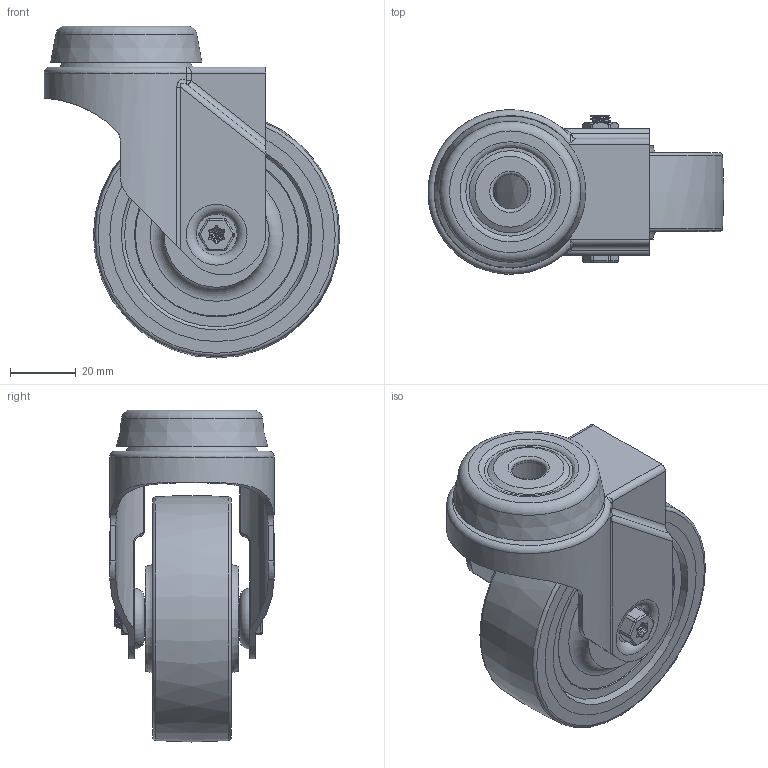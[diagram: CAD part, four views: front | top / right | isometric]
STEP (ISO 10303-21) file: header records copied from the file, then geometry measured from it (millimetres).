
FILE_DESCRIPTION(/* description */ ('','CAx-IF Rec.Pracs.---Representation and Presentation of Product Manufacturing Information (PMI)---4.0---2014-10-13'),/* implementation_level */ '2;1');
FILE_NAME(/* name */ 'BZRA75VGRBJBH10.step',/* time_stamp */ '2025-03-04T10:24:08Z',/* author */ (''),/* organization */ (''),/* preprocessor_version */ 'ST-DEVELOPER v20',/* originating_system */ 'Autodesk Translation Framework v13.20.0.188',/* authorisation */ '');
FILE_SCHEMA (('AP242_MANAGED_MODEL_BASED_3D_ENGINEERING_MIM_LF { 1 0 10303 442 1 1 4 }'));
Length unit declared in the file: millimetre
Products named in the file (19): BZRA75VGRBJBH10; BZRA75ASBH10; ZINC PLATED PRESSED STEEL FORKS; ZINC PLATED PRESSED STEEL HEAD; BZL75WVGRBJM6 v1; BEARING608RS; BALL BEARINGS; Component2; OUTTER; INNER; MIDDLE; RUBBER; THERMMOPLASTIC RUBBER TYRE; POLYPROPYLENE RIM; CAP; BOLTBZRA6MM v2; ZINC PLATED AXLE BOLT; NM6GR8HALFGR8 v1; ZINC PLATED LOCKING NUT
Assembly tree (24 placements, depth 5):
  BZRA75VGRBJBH10
    BZRA75ASBH10
      ZINC PLATED PRESSED STEEL FORKS
      ZINC PLATED PRESSED STEEL HEAD
    BZL75WVGRBJM6 v1
      BEARING608RS
        BALL BEARINGS
          Component2  x6
        OUTTER
        INNER
        MIDDLE
        RUBBER
      THERMMOPLASTIC RUBBER TYRE
      POLYPROPYLENE RIM
      CAP  x2
    BOLTBZRA6MM v2
      ZINC PLATED AXLE BOLT
    NM6GR8HALFGR8 v1
      ZINC PLATED LOCKING NUT
Bounding box: 90 x 50 x 101 mm (x, y, z)
Volume: 95942.2 mm3; surface area: 74005.1 mm2
Topology: 19 solids, 19 shells, 403 faces, 946 edges, 599 vertices
Faces by surface type: cylinder 140, plane 105, bspline 55, torus 51, cone 26, sphere 26
Full cylindrical faces by diameter (mm): 4.744 x2, 5.884 x4, 6 x2, 6.2 x2, 6.5 x1, 8 x4, 8.5 x1, 9.875 x1, 10 x2, 10.5 x1, 10.55 x4, 11.2 x2, 11.6 x2, 12.738 x1, 14 x2, 16 x2, 18 x1, 18.3 x2, 18.317 x1, 18.7 x2, 19.2 x4, 19.501 x1, 19.875 x1, 22 x3, 30.75 x2, 52 x2, 56 x2, 58 x2, 65 x2
Entity records: 24996 total; most frequent: CARTESIAN_POINT 15764, DIRECTION 1895, ORIENTED_EDGE 1778, EDGE_CURVE 889, AXIS2_PLACEMENT_3D 844, VERTEX_POINT 569, EDGE_LOOP 448, CIRCLE 445
